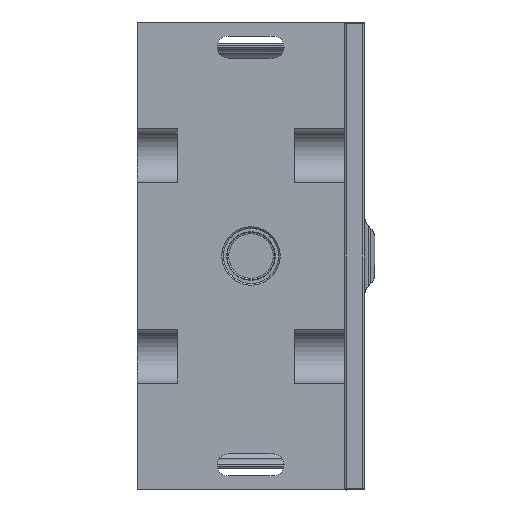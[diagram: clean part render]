
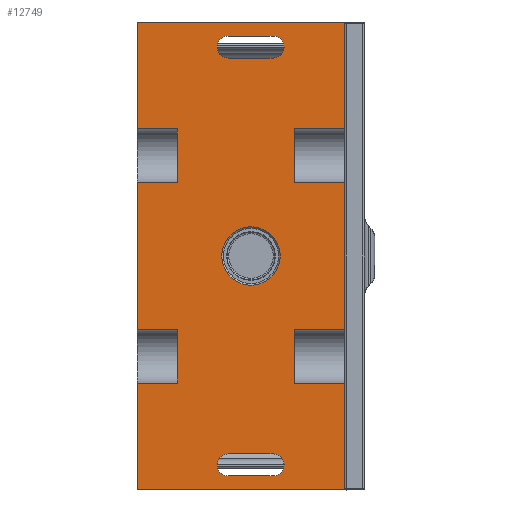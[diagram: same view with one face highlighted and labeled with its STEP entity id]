
A CAD part, front view. The second image highlights one B-rep face of the part: STEP entity #12749.
In plain terms, the highlighted planar face has unit normal (0, -1, 0).
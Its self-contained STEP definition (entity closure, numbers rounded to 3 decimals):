
#484=DIRECTION('',(0.,0.,1.));
#485=VECTOR('',#484,32.);
#486=CARTESIAN_POINT('',(62.,0.,-70.));
#487=LINE('',#486,#485);
#492=DIRECTION('',(0.,0.,1.));
#493=VECTOR('',#492,44.);
#494=CARTESIAN_POINT('',(62.,0.,-22.));
#495=LINE('',#494,#493);
#500=DIRECTION('',(0.,0.,1.));
#501=VECTOR('',#500,32.);
#502=CARTESIAN_POINT('',(62.,0.,38.));
#503=LINE('',#502,#501);
#952=DIRECTION('',(-1.,0.,0.));
#953=VECTOR('',#952,62.);
#954=CARTESIAN_POINT('',(62.,0.,70.));
#955=LINE('',#954,#953);
#986=DIRECTION('',(1.,0.,0.));
#987=VECTOR('',#986,13.4);
#988=CARTESIAN_POINT('',(27.2,0.,65.8));
#989=LINE('',#988,#987);
#1002=DIRECTION('',(-1.,0.,0.));
#1003=VECTOR('',#1002,13.4);
#1004=CARTESIAN_POINT('',(40.6,0.,59.2));
#1005=LINE('',#1004,#1003);
#1014=DIRECTION('',(0.,0.,1.));
#1015=VECTOR('',#1014,32.);
#1016=CARTESIAN_POINT('',(0.,0.,38.));
#1017=LINE('',#1016,#1015);
#1018=DIRECTION('',(0.,0.,1.));
#1019=VECTOR('',#1018,32.);
#1020=CARTESIAN_POINT('',(0.,0.,-70.));
#1021=LINE('',#1020,#1019);
#1022=DIRECTION('',(0.,0.,1.));
#1023=VECTOR('',#1022,44.);
#1024=CARTESIAN_POINT('',(0.,0.,-22.));
#1025=LINE('',#1024,#1023);
#1026=CARTESIAN_POINT('',(27.2,0.,62.5));
#1027=DIRECTION('',(0.,-1.,0.));
#1028=DIRECTION('',(0.,0.,1.));
#1029=AXIS2_PLACEMENT_3D('',#1026,#1027,#1028);
#1031=CARTESIAN_POINT('',(40.6,0.,62.5));
#1032=DIRECTION('',(0.,-1.,0.));
#1033=DIRECTION('',(0.,0.,-1.));
#1034=AXIS2_PLACEMENT_3D('',#1031,#1032,#1033);
#1036=CARTESIAN_POINT('',(27.2,0.,-62.5));
#1037=DIRECTION('',(0.,-1.,0.));
#1038=DIRECTION('',(0.,0.,1.));
#1039=AXIS2_PLACEMENT_3D('',#1036,#1037,#1038);
#1041=DIRECTION('',(1.,0.,0.));
#1042=VECTOR('',#1041,13.4);
#1043=CARTESIAN_POINT('',(27.2,0.,-65.8));
#1044=LINE('',#1043,#1042);
#1045=CARTESIAN_POINT('',(40.6,0.,-62.5));
#1046=DIRECTION('',(0.,-1.,0.));
#1047=DIRECTION('',(0.,0.,-1.));
#1048=AXIS2_PLACEMENT_3D('',#1045,#1046,#1047);
#1050=DIRECTION('',(-1.,0.,0.));
#1051=VECTOR('',#1050,13.4);
#1052=CARTESIAN_POINT('',(40.6,0.,-59.2));
#1053=LINE('',#1052,#1051);
#1054=CARTESIAN_POINT('',(34.,0.,0.));
#1055=DIRECTION('',(0.,-1.,0.));
#1056=DIRECTION('',(0.,0.,1.));
#1057=AXIS2_PLACEMENT_3D('',#1054,#1055,#1056);
#1059=CARTESIAN_POINT('',(34.,0.,0.));
#1060=DIRECTION('',(0.,-1.,0.));
#1061=DIRECTION('',(0.,0.,-1.));
#1062=AXIS2_PLACEMENT_3D('',#1059,#1060,#1061);
#1072=DIRECTION('',(1.,0.,0.));
#1073=VECTOR('',#1072,15.);
#1074=CARTESIAN_POINT('',(47.,0.,38.));
#1075=LINE('',#1074,#1073);
#1097=DIRECTION('',(-1.,0.,0.));
#1098=VECTOR('',#1097,15.);
#1099=CARTESIAN_POINT('',(62.,0.,22.));
#1100=LINE('',#1099,#1098);
#1109=DIRECTION('',(0.,0.,1.));
#1110=VECTOR('',#1109,16.);
#1111=CARTESIAN_POINT('',(47.,0.,22.));
#1112=LINE('',#1111,#1110);
#1133=DIRECTION('',(0.,0.,-1.));
#1134=VECTOR('',#1133,16.);
#1135=CARTESIAN_POINT('',(12.,0.,38.));
#1136=LINE('',#1135,#1134);
#1160=DIRECTION('',(-1.,0.,0.));
#1161=VECTOR('',#1160,12.);
#1162=CARTESIAN_POINT('',(12.,0.,22.));
#1163=LINE('',#1162,#1161);
#1172=DIRECTION('',(1.,0.,0.));
#1173=VECTOR('',#1172,12.);
#1174=CARTESIAN_POINT('',(0.,0.,38.));
#1175=LINE('',#1174,#1173);
#1213=DIRECTION('',(1.,0.,0.));
#1214=VECTOR('',#1213,15.);
#1215=CARTESIAN_POINT('',(47.,0.,-22.));
#1216=LINE('',#1215,#1214);
#1242=DIRECTION('',(-1.,0.,0.));
#1243=VECTOR('',#1242,15.);
#1244=CARTESIAN_POINT('',(62.,0.,-38.));
#1245=LINE('',#1244,#1243);
#1246=DIRECTION('',(0.,0.,1.));
#1247=VECTOR('',#1246,16.);
#1248=CARTESIAN_POINT('',(47.,0.,-38.));
#1249=LINE('',#1248,#1247);
#1282=DIRECTION('',(0.,0.,-1.));
#1283=VECTOR('',#1282,16.);
#1284=CARTESIAN_POINT('',(12.,0.,-22.));
#1285=LINE('',#1284,#1283);
#1309=DIRECTION('',(-1.,0.,0.));
#1310=VECTOR('',#1309,12.);
#1311=CARTESIAN_POINT('',(12.,0.,-38.));
#1312=LINE('',#1311,#1310);
#1321=DIRECTION('',(1.,0.,0.));
#1322=VECTOR('',#1321,12.);
#1323=CARTESIAN_POINT('',(0.,0.,-22.));
#1324=LINE('',#1323,#1322);
#1358=DIRECTION('',(1.,0.,0.));
#1359=VECTOR('',#1358,62.);
#1360=CARTESIAN_POINT('',(0.,0.,-70.));
#1361=LINE('',#1360,#1359);
#8490=CARTESIAN_POINT('',(0.,0.,70.));
#8491=VERTEX_POINT('',#8490);
#8492=CARTESIAN_POINT('',(0.,0.,38.));
#8493=VERTEX_POINT('',#8492);
#8498=CARTESIAN_POINT('',(0.,0.,22.));
#8499=VERTEX_POINT('',#8498);
#8500=CARTESIAN_POINT('',(0.,0.,-22.));
#8501=VERTEX_POINT('',#8500);
#8506=CARTESIAN_POINT('',(0.,0.,-38.));
#8507=VERTEX_POINT('',#8506);
#8508=CARTESIAN_POINT('',(0.,0.,-70.));
#8509=VERTEX_POINT('',#8508);
#8722=CARTESIAN_POINT('',(40.6,0.,-59.2));
#8723=VERTEX_POINT('',#8722);
#8724=CARTESIAN_POINT('',(27.2,0.,-59.2));
#8725=VERTEX_POINT('',#8724);
#8726=CARTESIAN_POINT('',(40.6,0.,-65.8));
#8727=VERTEX_POINT('',#8726);
#8728=CARTESIAN_POINT('',(27.2,0.,-65.8));
#8729=VERTEX_POINT('',#8728);
#8730=CARTESIAN_POINT('',(62.,0.,70.));
#8731=VERTEX_POINT('',#8730);
#8732=CARTESIAN_POINT('',(62.,0.,38.));
#8733=VERTEX_POINT('',#8732);
#8734=CARTESIAN_POINT('',(47.,0.,38.));
#8735=VERTEX_POINT('',#8734);
#8736=CARTESIAN_POINT('',(47.,0.,22.));
#8737=VERTEX_POINT('',#8736);
#8738=CARTESIAN_POINT('',(62.,0.,22.));
#8739=VERTEX_POINT('',#8738);
#8740=CARTESIAN_POINT('',(62.,0.,-22.));
#8741=VERTEX_POINT('',#8740);
#8742=CARTESIAN_POINT('',(47.,0.,-22.));
#8743=VERTEX_POINT('',#8742);
#8744=CARTESIAN_POINT('',(47.,0.,-38.));
#8745=VERTEX_POINT('',#8744);
#8746=CARTESIAN_POINT('',(62.,0.,-38.));
#8747=VERTEX_POINT('',#8746);
#8748=CARTESIAN_POINT('',(62.,0.,-70.));
#8749=VERTEX_POINT('',#8748);
#8750=CARTESIAN_POINT('',(12.,0.,-38.));
#8751=VERTEX_POINT('',#8750);
#8752=CARTESIAN_POINT('',(12.,0.,-22.));
#8753=VERTEX_POINT('',#8752);
#8754=CARTESIAN_POINT('',(12.,0.,22.));
#8755=VERTEX_POINT('',#8754);
#8756=CARTESIAN_POINT('',(12.,0.,38.));
#8757=VERTEX_POINT('',#8756);
#8758=CARTESIAN_POINT('',(27.2,0.,65.8));
#8759=CARTESIAN_POINT('',(40.6,0.,65.8));
#8760=VERTEX_POINT('',#8758);
#8761=VERTEX_POINT('',#8759);
#8762=CARTESIAN_POINT('',(27.2,0.,59.2));
#8763=VERTEX_POINT('',#8762);
#8764=CARTESIAN_POINT('',(40.6,0.,59.2));
#8765=VERTEX_POINT('',#8764);
#8766=CARTESIAN_POINT('',(34.,0.,8.736));
#8767=CARTESIAN_POINT('',(34.,0.,-8.736));
#8768=VERTEX_POINT('',#8766);
#8769=VERTEX_POINT('',#8767);
#12687=CARTESIAN_POINT('',(31.,0.,0.));
#12688=DIRECTION('',(0.,1.,0.));
#12689=DIRECTION('',(0.,0.,-1.));
#12690=AXIS2_PLACEMENT_3D('',#12687,#12688,#12689);
#12691=PLANE('',#12690);
#12692=ORIENTED_EDGE('',*,*,#12444,.T.);
#12693=ORIENTED_EDGE('',*,*,#12555,.F.);
#12694=ORIENTED_EDGE('',*,*,#11762,.F.);
#12696=ORIENTED_EDGE('',*,*,#12695,.F.);
#12698=ORIENTED_EDGE('',*,*,#12697,.F.);
#12700=ORIENTED_EDGE('',*,*,#12699,.F.);
#12701=ORIENTED_EDGE('',*,*,#11739,.F.);
#12703=ORIENTED_EDGE('',*,*,#12702,.F.);
#12705=ORIENTED_EDGE('',*,*,#12704,.F.);
#12707=ORIENTED_EDGE('',*,*,#12706,.F.);
#12708=ORIENTED_EDGE('',*,*,#11716,.F.);
#12710=ORIENTED_EDGE('',*,*,#12709,.F.);
#12711=ORIENTED_EDGE('',*,*,#12460,.T.);
#12713=ORIENTED_EDGE('',*,*,#12712,.F.);
#12715=ORIENTED_EDGE('',*,*,#12714,.F.);
#12717=ORIENTED_EDGE('',*,*,#12716,.F.);
#12718=ORIENTED_EDGE('',*,*,#12452,.T.);
#12720=ORIENTED_EDGE('',*,*,#12719,.F.);
#12722=ORIENTED_EDGE('',*,*,#12721,.F.);
#12724=ORIENTED_EDGE('',*,*,#12723,.F.);
#12725=EDGE_LOOP('',(#12692,#12693,#12694,#12696,#12698,#12700,#12701,#12703,
#12705,#12707,#12708,#12710,#12711,#12713,#12715,#12717,#12718,#12720,#12722,
#12724));
#12726=FACE_OUTER_BOUND('',#12725,.F.);
#12727=ORIENTED_EDGE('',*,*,#12613,.F.);
#12728=ORIENTED_EDGE('',*,*,#12675,.T.);
#12729=ORIENTED_EDGE('',*,*,#12655,.F.);
#12730=ORIENTED_EDGE('',*,*,#12634,.T.);
#12731=EDGE_LOOP('',(#12727,#12728,#12729,#12730));
#12732=FACE_BOUND('',#12731,.F.);
#12734=ORIENTED_EDGE('',*,*,#12733,.T.);
#12736=ORIENTED_EDGE('',*,*,#12735,.T.);
#12738=ORIENTED_EDGE('',*,*,#12737,.T.);
#12740=ORIENTED_EDGE('',*,*,#12739,.T.);
#12741=EDGE_LOOP('',(#12734,#12736,#12738,#12740));
#12742=FACE_BOUND('',#12741,.F.);
#12744=ORIENTED_EDGE('',*,*,#12743,.T.);
#12746=ORIENTED_EDGE('',*,*,#12745,.T.);
#12747=EDGE_LOOP('',(#12744,#12746));
#12748=FACE_BOUND('',#12747,.F.);
#1030=CIRCLE('',#1029,3.3);
#1035=CIRCLE('',#1034,3.3);
#1040=CIRCLE('',#1039,3.3);
#1049=CIRCLE('',#1048,3.3);
#1058=CIRCLE('',#1057,8.736);
#1063=CIRCLE('',#1062,8.736);
#11716=EDGE_CURVE('',#8749,#8747,#487,.T.);
#11739=EDGE_CURVE('',#8741,#8739,#495,.T.);
#11762=EDGE_CURVE('',#8733,#8731,#503,.T.);
#12444=EDGE_CURVE('',#8493,#8491,#1017,.T.);
#12452=EDGE_CURVE('',#8501,#8499,#1025,.T.);
#12460=EDGE_CURVE('',#8509,#8507,#1021,.T.);
#12555=EDGE_CURVE('',#8731,#8491,#955,.T.);
#12613=EDGE_CURVE('',#8760,#8761,#989,.T.);
#12634=EDGE_CURVE('',#8765,#8761,#1035,.T.);
#12655=EDGE_CURVE('',#8765,#8763,#1005,.T.);
#12675=EDGE_CURVE('',#8760,#8763,#1030,.T.);
#12695=EDGE_CURVE('',#8735,#8733,#1075,.T.);
#12697=EDGE_CURVE('',#8737,#8735,#1112,.T.);
#12699=EDGE_CURVE('',#8739,#8737,#1100,.T.);
#12702=EDGE_CURVE('',#8743,#8741,#1216,.T.);
#12704=EDGE_CURVE('',#8745,#8743,#1249,.T.);
#12706=EDGE_CURVE('',#8747,#8745,#1245,.T.);
#12709=EDGE_CURVE('',#8509,#8749,#1361,.T.);
#12712=EDGE_CURVE('',#8751,#8507,#1312,.T.);
#12714=EDGE_CURVE('',#8753,#8751,#1285,.T.);
#12716=EDGE_CURVE('',#8501,#8753,#1324,.T.);
#12719=EDGE_CURVE('',#8755,#8499,#1163,.T.);
#12721=EDGE_CURVE('',#8757,#8755,#1136,.T.);
#12723=EDGE_CURVE('',#8493,#8757,#1175,.T.);
#12733=EDGE_CURVE('',#8725,#8729,#1040,.T.);
#12735=EDGE_CURVE('',#8729,#8727,#1044,.T.);
#12737=EDGE_CURVE('',#8727,#8723,#1049,.T.);
#12739=EDGE_CURVE('',#8723,#8725,#1053,.T.);
#12743=EDGE_CURVE('',#8768,#8769,#1058,.T.);
#12745=EDGE_CURVE('',#8769,#8768,#1063,.T.);
#12749=ADVANCED_FACE('',(#12726,#12732,#12742,#12748),#12691,.F.);
